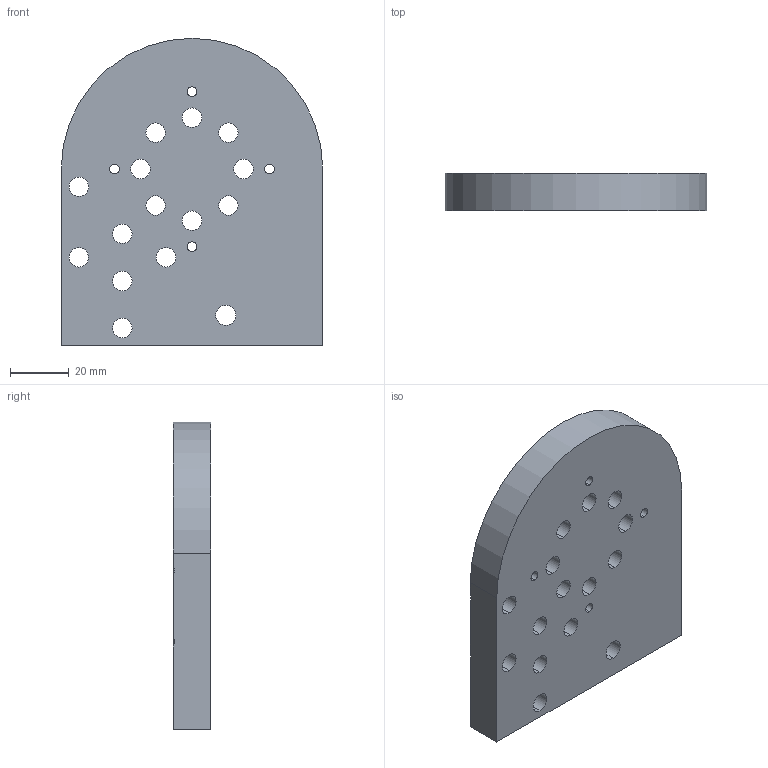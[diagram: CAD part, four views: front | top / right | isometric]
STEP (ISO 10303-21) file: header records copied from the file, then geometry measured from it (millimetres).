
FILE_DESCRIPTION (( 'STEP AP203' ), '1' );
FILE_NAME ('J1 Turret Platform2.STEP', '2020-12-13T06:48:30', ( '' ), ( '' ), 'SwSTEP 2.0', 'SolidWorks 2020', '' );
FILE_SCHEMA (( 'CONFIG_CONTROL_DESIGN' ));
Length unit declared in the file: millimetre
Products named in the file (1): J1 Turret Platform2
Bounding box: 88.9 x 12.7 x 104.45 mm (x, y, z)
Volume: 91687.7 mm3; surface area: 25355.6 mm2
Topology: 1 solids, 1 shells, 74 faces, 195 edges, 126 vertices
Faces by surface type: cylinder 51, cone 12, plane 11
Entity records: 2508 total; most frequent: DIRECTION 457, CARTESIAN_POINT 420, ORIENTED_EDGE 390, EDGE_CURVE 195, AXIS2_PLACEMENT_3D 191, VERTEX_POINT 126, CIRCLE 116, EDGE_LOOP 115
